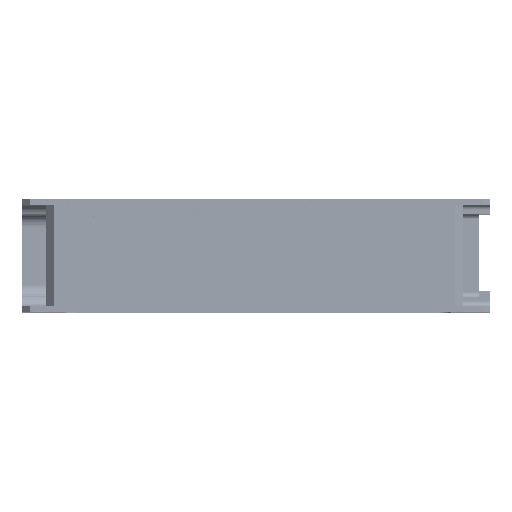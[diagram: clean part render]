
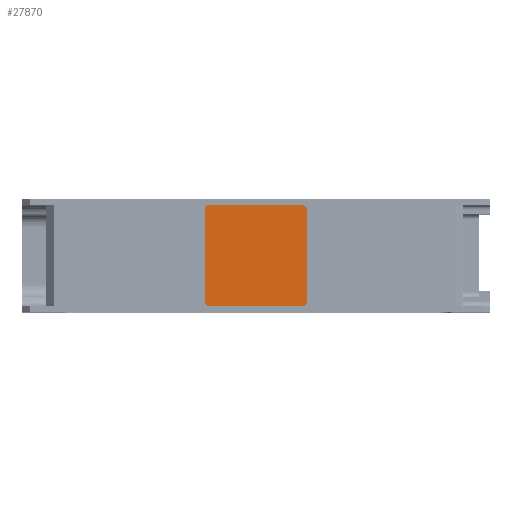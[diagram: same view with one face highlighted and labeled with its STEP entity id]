
A CAD part, top view. The second image highlights one B-rep face of the part: STEP entity #27870.
In plain terms, the highlighted planar face has unit normal (0, 0, 1).
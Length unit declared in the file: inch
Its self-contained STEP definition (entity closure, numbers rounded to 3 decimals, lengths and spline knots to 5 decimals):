
#2015=PLANE('',#31124);
#2826=FACE_OUTER_BOUND('',#5763,.T.);
#5763=EDGE_LOOP('',(#23933,#23934,#23935,#23936,#23937,#23938,#23939,#23940));
#7444=LINE('',#46045,#9359);
#7676=LINE('',#46675,#9591);
#7683=LINE('',#46691,#9598);
#7694=LINE('',#46720,#9609);
#9359=VECTOR('',#37736,0.3937);
#9591=VECTOR('',#38412,0.3937);
#9598=VECTOR('',#38427,0.3937);
#9609=VECTOR('',#38460,0.3937);
#12048=CIRCLE('',#31103,0.09);
#12053=CIRCLE('',#31118,0.09);
#12054=CIRCLE('',#31121,0.09);
#12055=CIRCLE('',#31123,0.09);
#14405=VERTEX_POINT('',#46042);
#14406=VERTEX_POINT('',#46044);
#14581=VERTEX_POINT('',#46669);
#14582=VERTEX_POINT('',#46673);
#14586=VERTEX_POINT('',#46688);
#14587=VERTEX_POINT('',#46690);
#14593=VERTEX_POINT('',#46714);
#14594=VERTEX_POINT('',#46718);
#17569=EDGE_CURVE('',#14405,#14406,#7444,.T.);
#17883=EDGE_CURVE('',#14581,#14405,#12048,.T.);
#17885=EDGE_CURVE('',#14582,#14581,#7676,.T.);
#17893=EDGE_CURVE('',#14586,#14587,#7683,.T.);
#17906=EDGE_CURVE('',#14593,#14582,#12053,.T.);
#17908=EDGE_CURVE('',#14594,#14593,#7694,.T.);
#17909=EDGE_CURVE('',#14587,#14594,#12054,.T.);
#17910=EDGE_CURVE('',#14406,#14586,#12055,.T.);
#23933=ORIENTED_EDGE('',*,*,#17883,.F.);
#23934=ORIENTED_EDGE('',*,*,#17885,.F.);
#23935=ORIENTED_EDGE('',*,*,#17906,.F.);
#23936=ORIENTED_EDGE('',*,*,#17908,.F.);
#23937=ORIENTED_EDGE('',*,*,#17909,.F.);
#23938=ORIENTED_EDGE('',*,*,#17893,.F.);
#23939=ORIENTED_EDGE('',*,*,#17910,.F.);
#23940=ORIENTED_EDGE('',*,*,#17569,.F.);
#27870=ADVANCED_FACE('',(#2826),#2015,.T.);
#31103=AXIS2_PLACEMENT_3D('',#46671,#38407,#38408);
#31118=AXIS2_PLACEMENT_3D('',#46716,#38455,#38456);
#31121=AXIS2_PLACEMENT_3D('',#46722,#38463,#38464);
#31123=AXIS2_PLACEMENT_3D('',#46724,#38467,#38468);
#31124=AXIS2_PLACEMENT_3D('',#46725,#38469,#38470);
#37736=DIRECTION('',(-1.,0.,0.));
#38407=DIRECTION('center_axis',(0.,0.,-1.));
#38408=DIRECTION('ref_axis',(0.,-1.,0.));
#38412=DIRECTION('',(0.,-1.,0.));
#38427=DIRECTION('',(0.,1.,0.));
#38455=DIRECTION('center_axis',(0.,0.,-1.));
#38456=DIRECTION('ref_axis',(1.,0.,0.));
#38460=DIRECTION('',(1.,0.,0.));
#38463=DIRECTION('center_axis',(0.,0.,-1.));
#38464=DIRECTION('ref_axis',(0.,1.,0.));
#38467=DIRECTION('center_axis',(0.,0.,-1.));
#38468=DIRECTION('ref_axis',(-1.,0.,0.));
#38469=DIRECTION('center_axis',(0.,0.,1.));
#38470=DIRECTION('ref_axis',(-1.,0.,0.));
#46042=CARTESIAN_POINT('',(-12.83552,0.1,3.14068));
#46044=CARTESIAN_POINT('',(-14.42552,0.1,3.14068));
#46045=CARTESIAN_POINT('',(-12.83552,0.1,3.14068));
#46669=CARTESIAN_POINT('',(-12.74552,0.19,3.14068));
#46671=CARTESIAN_POINT('Origin',(-12.83552,0.19,3.14068));
#46673=CARTESIAN_POINT('',(-12.74552,1.77,3.14068));
#46675=CARTESIAN_POINT('',(-12.74552,1.77,3.14068));
#46688=CARTESIAN_POINT('',(-14.51552,0.19,3.14068));
#46690=CARTESIAN_POINT('',(-14.51552,1.77,3.14068));
#46691=CARTESIAN_POINT('',(-14.51552,0.19,3.14068));
#46714=CARTESIAN_POINT('',(-12.83552,1.86,3.14068));
#46716=CARTESIAN_POINT('Origin',(-12.83552,1.77,3.14068));
#46718=CARTESIAN_POINT('',(-14.42552,1.86,3.14068));
#46720=CARTESIAN_POINT('',(-14.42552,1.86,3.14068));
#46722=CARTESIAN_POINT('Origin',(-14.42552,1.77,3.14068));
#46724=CARTESIAN_POINT('Origin',(-14.42552,0.19,3.14068));
#46725=CARTESIAN_POINT('Origin',(-13.63052,0.98,3.14068));
